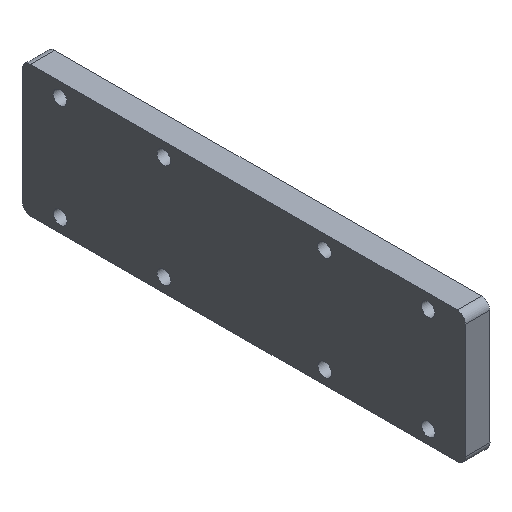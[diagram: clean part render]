
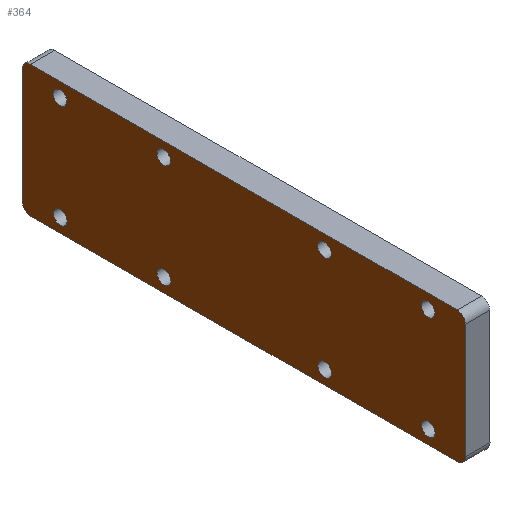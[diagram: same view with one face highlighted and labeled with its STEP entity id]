
A CAD part, isometric view. The second image highlights one B-rep face of the part: STEP entity #364.
In plain terms, the highlighted face is planar.
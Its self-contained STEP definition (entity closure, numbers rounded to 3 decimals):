
#47=FACE_BOUND('',#85,.T.);
#48=FACE_BOUND('',#86,.T.);
#49=FACE_BOUND('',#87,.T.);
#50=FACE_BOUND('',#88,.T.);
#51=FACE_BOUND('',#89,.T.);
#52=FACE_BOUND('',#90,.T.);
#53=FACE_BOUND('',#91,.T.);
#54=FACE_BOUND('',#92,.T.);
#58=FACE_OUTER_BOUND('',#84,.T.);
#84=EDGE_LOOP('',(#283,#284,#285,#286,#287,#288,#289,#290));
#85=EDGE_LOOP('',(#291));
#86=EDGE_LOOP('',(#292));
#87=EDGE_LOOP('',(#293));
#88=EDGE_LOOP('',(#294));
#89=EDGE_LOOP('',(#295));
#90=EDGE_LOOP('',(#296));
#91=EDGE_LOOP('',(#297));
#92=EDGE_LOOP('',(#298));
#114=LINE('',#609,#138);
#115=LINE('',#614,#139);
#116=LINE('',#618,#140);
#117=LINE('',#621,#141);
#138=VECTOR('',#488,10.);
#139=VECTOR('',#493,10.);
#140=VECTOR('',#496,10.);
#141=VECTOR('',#499,10.);
#167=CIRCLE('',#410,2.);
#168=CIRCLE('',#413,2.);
#169=CIRCLE('',#414,2.);
#170=CIRCLE('',#415,2.);
#171=CIRCLE('',#416,1.625);
#172=CIRCLE('',#417,1.625);
#173=CIRCLE('',#418,1.625);
#174=CIRCLE('',#419,1.625);
#175=CIRCLE('',#420,1.625);
#176=CIRCLE('',#421,1.625);
#177=CIRCLE('',#422,1.625);
#178=CIRCLE('',#423,1.625);
#195=VERTEX_POINT('',#601);
#196=VERTEX_POINT('',#603);
#197=VERTEX_POINT('',#607);
#198=VERTEX_POINT('',#611);
#199=VERTEX_POINT('',#613);
#200=VERTEX_POINT('',#615);
#201=VERTEX_POINT('',#617);
#202=VERTEX_POINT('',#619);
#203=VERTEX_POINT('',#622);
#204=VERTEX_POINT('',#624);
#205=VERTEX_POINT('',#626);
#206=VERTEX_POINT('',#628);
#207=VERTEX_POINT('',#630);
#208=VERTEX_POINT('',#632);
#209=VERTEX_POINT('',#634);
#210=VERTEX_POINT('',#636);
#228=EDGE_CURVE('',#196,#195,#167,.T.);
#231=EDGE_CURVE('',#197,#195,#114,.T.);
#232=EDGE_CURVE('',#197,#198,#168,.T.);
#233=EDGE_CURVE('',#199,#198,#115,.T.);
#234=EDGE_CURVE('',#199,#200,#169,.T.);
#235=EDGE_CURVE('',#201,#200,#116,.T.);
#236=EDGE_CURVE('',#201,#202,#170,.T.);
#237=EDGE_CURVE('',#196,#202,#117,.T.);
#238=EDGE_CURVE('',#203,#203,#171,.T.);
#239=EDGE_CURVE('',#204,#204,#172,.T.);
#240=EDGE_CURVE('',#205,#205,#173,.T.);
#241=EDGE_CURVE('',#206,#206,#174,.T.);
#242=EDGE_CURVE('',#207,#207,#175,.T.);
#243=EDGE_CURVE('',#208,#208,#176,.T.);
#244=EDGE_CURVE('',#209,#209,#177,.T.);
#245=EDGE_CURVE('',#210,#210,#178,.T.);
#283=ORIENTED_EDGE('',*,*,#228,.T.);
#284=ORIENTED_EDGE('',*,*,#231,.F.);
#285=ORIENTED_EDGE('',*,*,#232,.T.);
#286=ORIENTED_EDGE('',*,*,#233,.F.);
#287=ORIENTED_EDGE('',*,*,#234,.T.);
#288=ORIENTED_EDGE('',*,*,#235,.F.);
#289=ORIENTED_EDGE('',*,*,#236,.T.);
#290=ORIENTED_EDGE('',*,*,#237,.F.);
#291=ORIENTED_EDGE('',*,*,#238,.F.);
#292=ORIENTED_EDGE('',*,*,#239,.F.);
#293=ORIENTED_EDGE('',*,*,#240,.F.);
#294=ORIENTED_EDGE('',*,*,#241,.F.);
#295=ORIENTED_EDGE('',*,*,#242,.F.);
#296=ORIENTED_EDGE('',*,*,#243,.F.);
#297=ORIENTED_EDGE('',*,*,#244,.F.);
#298=ORIENTED_EDGE('',*,*,#245,.F.);
#357=PLANE('',#412);
#364=ADVANCED_FACE('',(#58,#47,#48,#49,#50,#51,#52,#53,#54),#357,.T.);
#410=AXIS2_PLACEMENT_3D('',#604,#482,#483);
#412=AXIS2_PLACEMENT_3D('',#610,#489,#490);
#413=AXIS2_PLACEMENT_3D('',#612,#491,#492);
#414=AXIS2_PLACEMENT_3D('',#616,#494,#495);
#415=AXIS2_PLACEMENT_3D('',#620,#497,#498);
#416=AXIS2_PLACEMENT_3D('',#623,#500,#501);
#417=AXIS2_PLACEMENT_3D('',#625,#502,#503);
#418=AXIS2_PLACEMENT_3D('',#627,#504,#505);
#419=AXIS2_PLACEMENT_3D('',#629,#506,#507);
#420=AXIS2_PLACEMENT_3D('',#631,#508,#509);
#421=AXIS2_PLACEMENT_3D('',#633,#510,#511);
#422=AXIS2_PLACEMENT_3D('',#635,#512,#513);
#423=AXIS2_PLACEMENT_3D('',#637,#514,#515);
#482=DIRECTION('center_axis',(1.,0.,0.));
#483=DIRECTION('ref_axis',(0.,0.707,-0.707));
#488=DIRECTION('',(0.,0.,-1.));
#489=DIRECTION('center_axis',(1.,0.,0.));
#490=DIRECTION('ref_axis',(0.,0.,-1.));
#491=DIRECTION('center_axis',(1.,0.,0.));
#492=DIRECTION('ref_axis',(0.,0.707,0.707));
#493=DIRECTION('',(0.,1.,0.));
#494=DIRECTION('center_axis',(1.,0.,0.));
#495=DIRECTION('ref_axis',(0.,-0.707,0.707));
#496=DIRECTION('',(0.,0.,1.));
#497=DIRECTION('center_axis',(1.,0.,0.));
#498=DIRECTION('ref_axis',(0.,-0.707,-0.707));
#499=DIRECTION('',(0.,-1.,0.));
#500=DIRECTION('center_axis',(1.,0.,0.));
#501=DIRECTION('ref_axis',(0.,-1.,0.));
#502=DIRECTION('center_axis',(1.,0.,0.));
#503=DIRECTION('ref_axis',(0.,-1.,0.));
#504=DIRECTION('center_axis',(1.,0.,0.));
#505=DIRECTION('ref_axis',(0.,-1.,0.));
#506=DIRECTION('center_axis',(1.,0.,0.));
#507=DIRECTION('ref_axis',(0.,-1.,0.));
#508=DIRECTION('center_axis',(1.,0.,0.));
#509=DIRECTION('ref_axis',(0.,-1.,0.));
#510=DIRECTION('center_axis',(1.,0.,0.));
#511=DIRECTION('ref_axis',(0.,-1.,0.));
#512=DIRECTION('center_axis',(1.,0.,0.));
#513=DIRECTION('ref_axis',(0.,-1.,0.));
#514=DIRECTION('center_axis',(1.,0.,0.));
#515=DIRECTION('ref_axis',(0.,-1.,0.));
#601=CARTESIAN_POINT('',(-113.694,485.721,-130.754));
#603=CARTESIAN_POINT('',(-113.694,483.721,-132.754));
#604=CARTESIAN_POINT('Origin',(-113.694,483.721,-130.754));
#607=CARTESIAN_POINT('',(-113.694,485.721,-103.088));
#609=CARTESIAN_POINT('',(-113.694,485.721,-109.004));
#610=CARTESIAN_POINT('Origin',(-113.694,432.221,-116.921));
#611=CARTESIAN_POINT('',(-113.694,483.721,-101.088));
#612=CARTESIAN_POINT('Origin',(-113.694,483.721,-103.088));
#613=CARTESIAN_POINT('',(-113.694,380.721,-101.088));
#614=CARTESIAN_POINT('',(-113.694,405.471,-101.088));
#615=CARTESIAN_POINT('',(-113.694,378.721,-103.088));
#616=CARTESIAN_POINT('Origin',(-113.694,380.721,-103.088));
#617=CARTESIAN_POINT('',(-113.694,378.721,-130.754));
#618=CARTESIAN_POINT('',(-113.694,378.721,-124.838));
#619=CARTESIAN_POINT('',(-113.694,380.721,-132.754));
#620=CARTESIAN_POINT('Origin',(-113.694,380.721,-130.754));
#621=CARTESIAN_POINT('',(-113.694,458.971,-132.754));
#622=CARTESIAN_POINT('',(-113.694,414.346,-104.388));
#623=CARTESIAN_POINT('Origin',(-113.694,412.721,-104.388));
#624=CARTESIAN_POINT('',(-113.694,389.346,-129.388));
#625=CARTESIAN_POINT('Origin',(-113.694,387.721,-129.388));
#626=CARTESIAN_POINT('',(-113.694,478.146,-129.388));
#627=CARTESIAN_POINT('Origin',(-113.694,476.521,-129.388));
#628=CARTESIAN_POINT('',(-113.694,414.346,-129.388));
#629=CARTESIAN_POINT('Origin',(-113.694,412.721,-129.388));
#630=CARTESIAN_POINT('',(-113.694,453.146,-104.388));
#631=CARTESIAN_POINT('Origin',(-113.694,451.521,-104.388));
#632=CARTESIAN_POINT('',(-113.694,453.146,-129.388));
#633=CARTESIAN_POINT('Origin',(-113.694,451.521,-129.388));
#634=CARTESIAN_POINT('',(-113.694,389.346,-104.388));
#635=CARTESIAN_POINT('Origin',(-113.694,387.721,-104.388));
#636=CARTESIAN_POINT('',(-113.694,478.146,-104.388));
#637=CARTESIAN_POINT('Origin',(-113.694,476.521,-104.388));
